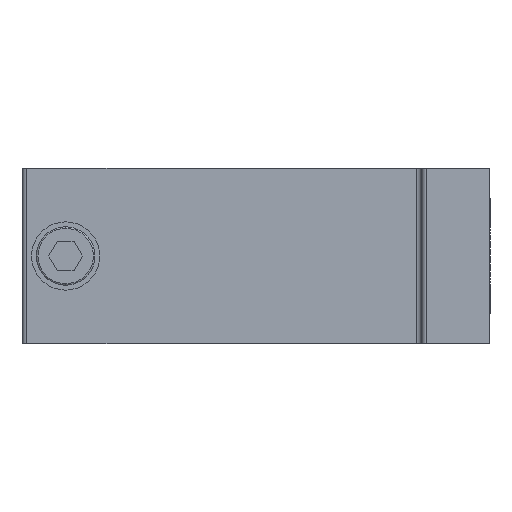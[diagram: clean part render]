
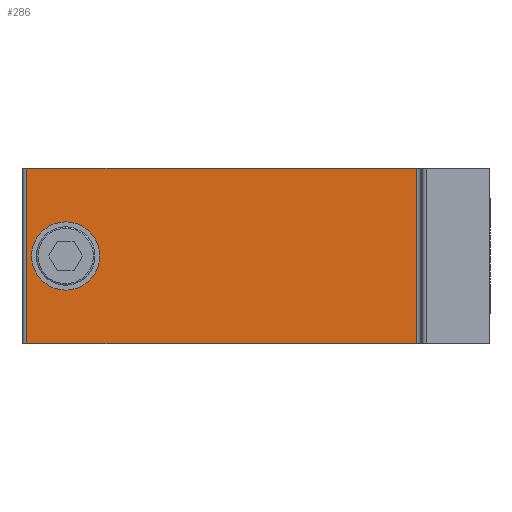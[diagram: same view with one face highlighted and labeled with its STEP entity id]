
A CAD part, left-side view. The second image highlights one B-rep face of the part: STEP entity #286.
In plain terms, the highlighted planar face has unit normal (-1, 0, 0).
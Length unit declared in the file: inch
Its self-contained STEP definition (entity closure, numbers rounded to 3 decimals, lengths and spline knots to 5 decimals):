
#1 = EDGE_CURVE ( 'NONE', #1408, #1304, #1263, .T. ) ;
#17 = AXIS2_PLACEMENT_3D ( 'NONE', #1444, #1333, #1324 ) ;
#73 = VECTOR ( 'NONE', #660, 39.37008 ) ;
#126 = DIRECTION ( 'NONE',  ( 0., 0., 1. ) ) ;
#162 = LINE ( 'NONE', #1288, #73 ) ;
#170 = CIRCLE ( 'NONE', #499, 0.21875 ) ;
#219 = EDGE_CURVE ( 'NONE', #1564, #1304, #409, .T. ) ;
#222 = ORIENTED_EDGE ( 'NONE', *, *, #1, .T. ) ;
#252 = ORIENTED_EDGE ( 'NONE', *, *, #328, .F. ) ;
#275 = VECTOR ( 'NONE', #991, 39.37008 ) ;
#286 = ADVANCED_FACE ( 'NONE', ( #1095, #710 ), #825, .T. ) ;
#313 = CARTESIAN_POINT ( 'NONE',  ( -1., 0.49125, -1.125 ) ) ;
#318 = VERTEX_POINT ( 'NONE', #835 ) ;
#321 = CARTESIAN_POINT ( 'NONE',  ( -1., 0.49125, 0. ) ) ;
#328 = EDGE_CURVE ( 'NONE', #1408, #761, #1468, .T. ) ;
#409 = LINE ( 'NONE', #916, #1603 ) ;
#423 = EDGE_CURVE ( 'NONE', #318, #1238, #782, .T. ) ;
#499 = AXIS2_PLACEMENT_3D ( 'NONE', #1035, #639, #1041 ) ;
#523 = ORIENTED_EDGE ( 'NONE', *, *, #219, .F. ) ;
#540 = EDGE_CURVE ( 'NONE', #1238, #318, #170, .T. ) ;
#593 = DIRECTION ( 'NONE',  ( 0., 1., 0. ) ) ;
#639 = DIRECTION ( 'NONE',  ( -1., 0., 0. ) ) ;
#659 = ORIENTED_EDGE ( 'NONE', *, *, #423, .F. ) ;
#660 = DIRECTION ( 'NONE',  ( 0., 0., 1. ) ) ;
#710 = FACE_BOUND ( 'NONE', #1157, .T. ) ;
#730 = AXIS2_PLACEMENT_3D ( 'NONE', #1262, #1616, #126 ) ;
#745 = CARTESIAN_POINT ( 'NONE',  ( -1., 0.49125, -12. ) ) ;
#761 = VERTEX_POINT ( 'NONE', #1594 ) ;
#782 = CIRCLE ( 'NONE', #730, 0.21875 ) ;
#821 = CARTESIAN_POINT ( 'NONE',  ( -1., 2.98875, 0. ) ) ;
#825 = PLANE ( 'NONE',  #17 ) ;
#835 = CARTESIAN_POINT ( 'NONE',  ( -1., 2.74, -0.34375 ) ) ;
#857 = ORIENTED_EDGE ( 'NONE', *, *, #540, .F. ) ;
#916 = CARTESIAN_POINT ( 'NONE',  ( -1., 2.98875, 0. ) ) ;
#965 = EDGE_CURVE ( 'NONE', #761, #1564, #162, .T. ) ;
#991 = DIRECTION ( 'NONE',  ( 0., 0., 1. ) ) ;
#1035 = CARTESIAN_POINT ( 'NONE',  ( -1., 2.74, -0.5625 ) ) ;
#1041 = DIRECTION ( 'NONE',  ( 0., 0., 1. ) ) ;
#1095 = FACE_OUTER_BOUND ( 'NONE', #1300, .T. ) ;
#1108 = CARTESIAN_POINT ( 'NONE',  ( -1., 2.74, -0.78125 ) ) ;
#1157 = EDGE_LOOP ( 'NONE', ( #659, #857 ) ) ;
#1226 = ORIENTED_EDGE ( 'NONE', *, *, #965, .F. ) ;
#1238 = VERTEX_POINT ( 'NONE', #1108 ) ;
#1262 = CARTESIAN_POINT ( 'NONE',  ( -1., 2.74, -0.5625 ) ) ;
#1263 = LINE ( 'NONE', #745, #275 ) ;
#1288 = CARTESIAN_POINT ( 'NONE',  ( -1., 2.98875, -12. ) ) ;
#1300 = EDGE_LOOP ( 'NONE', ( #1226, #252, #222, #523 ) ) ;
#1304 = VERTEX_POINT ( 'NONE', #321 ) ;
#1324 = DIRECTION ( 'NONE',  ( 0., -1., 0. ) ) ;
#1333 = DIRECTION ( 'NONE',  ( -1., 0., 0. ) ) ;
#1345 = CARTESIAN_POINT ( 'NONE',  ( -1., 2.98875, -1.125 ) ) ;
#1408 = VERTEX_POINT ( 'NONE', #313 ) ;
#1444 = CARTESIAN_POINT ( 'NONE',  ( -1., 2.98875, -12. ) ) ;
#1468 = LINE ( 'NONE', #1345, #1469 ) ;
#1469 = VECTOR ( 'NONE', #593, 39.37008 ) ;
#1564 = VERTEX_POINT ( 'NONE', #821 ) ;
#1576 = DIRECTION ( 'NONE',  ( 0., -1., 0. ) ) ;
#1594 = CARTESIAN_POINT ( 'NONE',  ( -1., 2.98875, -1.125 ) ) ;
#1603 = VECTOR ( 'NONE', #1576, 39.37008 ) ;
#1616 = DIRECTION ( 'NONE',  ( -1., 0., 0. ) ) ;
